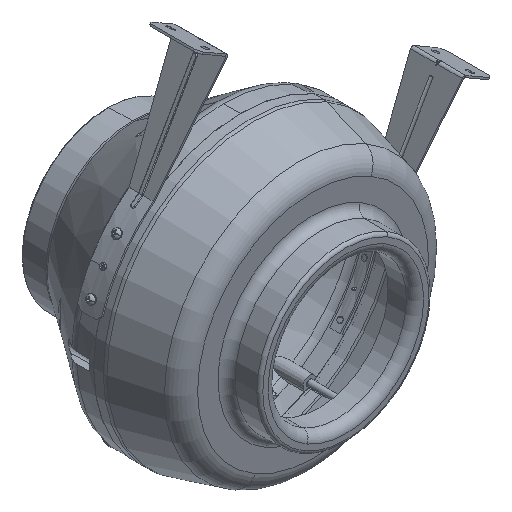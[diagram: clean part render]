
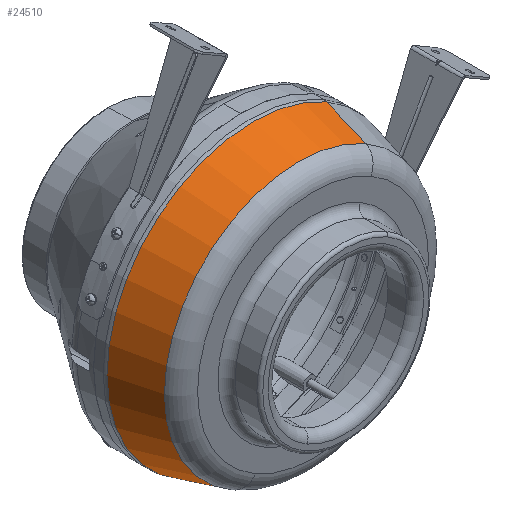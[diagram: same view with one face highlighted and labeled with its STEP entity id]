
A CAD part, isometric view. The second image highlights one B-rep face of the part: STEP entity #24510.
In plain terms, the highlighted conical face has half-angle 15 degrees and reference radius 169.489 mm.
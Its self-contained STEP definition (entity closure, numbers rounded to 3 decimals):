
#249 = CIRCLE ( 'NONE', #22750, 155.444 ) ;
#674 = DIRECTION ( 'NONE',  ( -0.5, 0., -0.866 ) ) ;
#1539 = VECTOR ( 'NONE', #2019, 1000. ) ;
#1825 = EDGE_LOOP ( 'NONE', ( #10861, #6833, #7971, #4877 ) ) ;
#2019 = DIRECTION ( 'NONE',  ( -0.129, 0.966, -0.224 ) ) ;
#4007 = DIRECTION ( 'NONE',  ( 0., -1., 0. ) ) ;
#4358 = AXIS2_PLACEMENT_3D ( 'NONE', #16288, #4007, #18350 ) ;
#4877 = ORIENTED_EDGE ( 'NONE', *, *, #6548, .F. ) ;
#4940 = DIRECTION ( 'NONE',  ( 0., -1., 0. ) ) ;
#6548 = EDGE_CURVE ( 'NONE', #25501, #18164, #12480, .T. ) ;
#6833 = ORIENTED_EDGE ( 'NONE', *, *, #9648, .T. ) ;
#7971 = ORIENTED_EDGE ( 'NONE', *, *, #20439, .T. ) ;
#8778 = CARTESIAN_POINT ( 'NONE',  ( 84.744, -15.107, 146.782 ) ) ;
#8808 = CARTESIAN_POINT ( 'NONE',  ( -77.722, -67.523, -134.619 ) ) ;
#8938 = CARTESIAN_POINT ( 'NONE',  ( 0., -15.107, 0. ) ) ;
#9648 = EDGE_CURVE ( 'NONE', #12423, #25997, #20265, .T. ) ;
#10078 = CARTESIAN_POINT ( 'NONE',  ( 77.722, -67.523, 134.619 ) ) ;
#10410 = CONICAL_SURFACE ( 'NONE', #20214, 169.489, 0.262 ) ;
#10861 = ORIENTED_EDGE ( 'NONE', *, *, #22842, .F. ) ;
#11692 = CARTESIAN_POINT ( 'NONE',  ( -84.744, -15.107, -146.782 ) ) ;
#12423 = VERTEX_POINT ( 'NONE', #10078 ) ;
#12480 = LINE ( 'NONE', #18404, #1539 ) ;
#13824 = CIRCLE ( 'NONE', #4358, 169.489 ) ;
#14856 = VECTOR ( 'NONE', #19045, 1000. ) ;
#16288 = CARTESIAN_POINT ( 'NONE',  ( 0., -15.107, 0. ) ) ;
#17222 = CARTESIAN_POINT ( 'NONE',  ( 0., -67.523, 0. ) ) ;
#18164 = VERTEX_POINT ( 'NONE', #11692 ) ;
#18350 = DIRECTION ( 'NONE',  ( 0.5, 0., 0.866 ) ) ;
#18404 = CARTESIAN_POINT ( 'NONE',  ( -84.744, -15.107, -146.782 ) ) ;
#19045 = DIRECTION ( 'NONE',  ( 0.129, 0.966, 0.224 ) ) ;
#19272 = DIRECTION ( 'NONE',  ( 0.5, 0., 0.866 ) ) ;
#20214 = AXIS2_PLACEMENT_3D ( 'NONE', #8938, #21201, #674 ) ;
#20265 = LINE ( 'NONE', #8778, #14856 ) ;
#20439 = EDGE_CURVE ( 'NONE', #25997, #18164, #13824, .T. ) ;
#21201 = DIRECTION ( 'NONE',  ( 0., 1., 0. ) ) ;
#22527 = FACE_OUTER_BOUND ( 'NONE', #1825, .T. ) ;
#22750 = AXIS2_PLACEMENT_3D ( 'NONE', #17222, #4940, #19272 ) ;
#22842 = EDGE_CURVE ( 'NONE', #12423, #25501, #249, .T. ) ;
#24510 = ADVANCED_FACE ( 'NONE', ( #22527 ), #10410, .T. ) ;
#25501 = VERTEX_POINT ( 'NONE', #8808 ) ;
#25997 = VERTEX_POINT ( 'NONE', #26032 ) ;
#26032 = CARTESIAN_POINT ( 'NONE',  ( 84.744, -15.107, 146.782 ) ) ;
